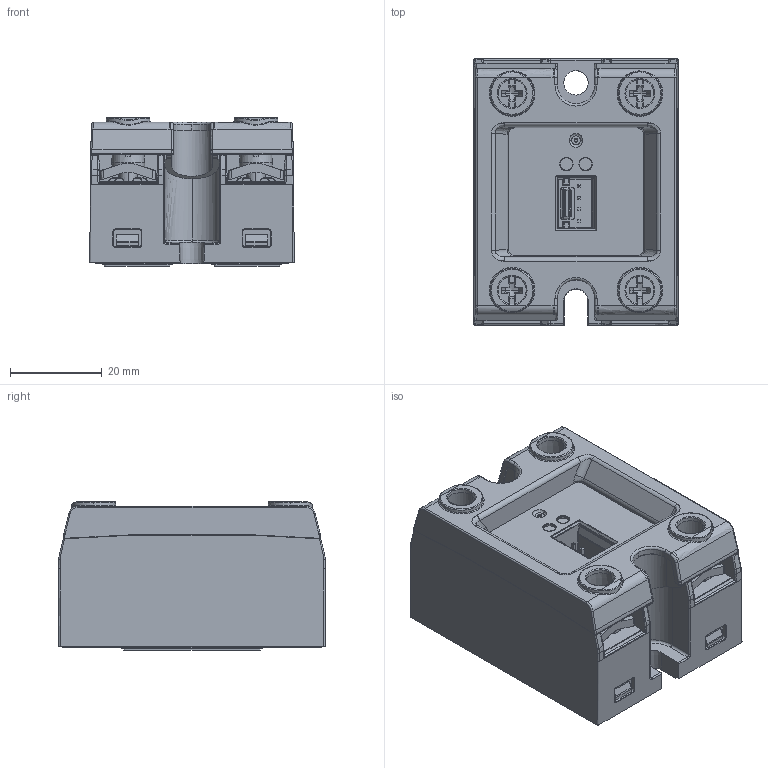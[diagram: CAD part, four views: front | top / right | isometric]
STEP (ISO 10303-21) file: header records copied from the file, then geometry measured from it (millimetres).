
FILE_DESCRIPTION((''),'2;1');
FILE_NAME('CGI1289-01.stp','2016-08-18T12:23:43',(''),(''),'Mechanical Desktop 2009','Mechanical Desktop 2009',', , ');
FILE_SCHEMA(('CONFIG_CONTROL_DESIGN'));
Length unit declared in the file: millimetre
Products named in the file (2): Product; CGI1289-01-3D
Assembly tree (1 placements, depth 2):
  Product
    CGI1289-01-3D
Bounding box: 44.5 x 58 x 32.33 mm (x, y, z)
Volume: 63310.8 mm3; surface area: 17640.6 mm2
Topology: 1 solids, 1 shells, 1507 faces, 4317 edges, 2858 vertices
Faces by surface type: bspline 805, cylinder 311, plane 279, torus 61, cone 39, sphere 12
Entity records: 64472 total; most frequent: CARTESIAN_POINT 27475, ORIENTED_EDGE 8616, DIRECTION 6852, EDGE_CURVE 4308, VERTEX_POINT 2858, AXIS2_PLACEMENT_3D 2468, VECTOR 1916, LINE 1916
